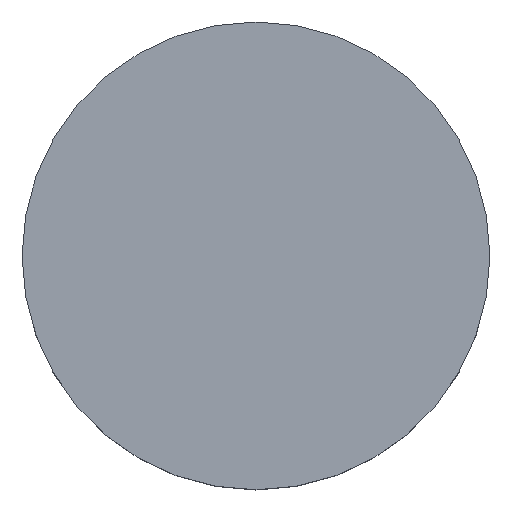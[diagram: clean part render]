
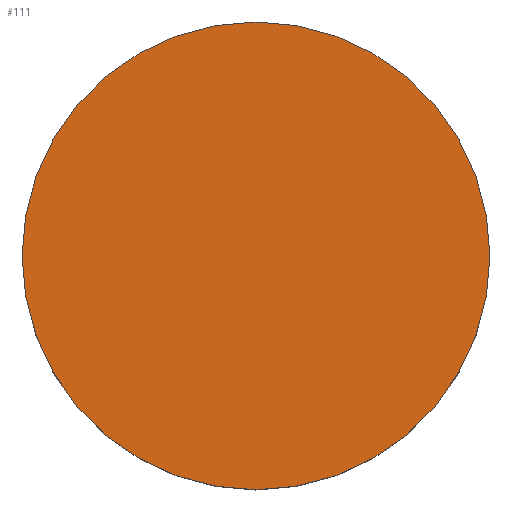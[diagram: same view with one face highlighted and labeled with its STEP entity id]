
A CAD part, top view. The second image highlights one B-rep face of the part: STEP entity #111.
In plain terms, the highlighted planar face has unit normal (0, 0, 1).
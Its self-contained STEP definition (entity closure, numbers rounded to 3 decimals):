
#6 = VERTEX_POINT ( 'NONE', #41 ) ;
#15 = DIRECTION ( 'NONE',  ( 1., 0., 0. ) ) ;
#16 = AXIS2_PLACEMENT_3D ( 'NONE', #174, #104, #117 ) ;
#17 = DIRECTION ( 'NONE',  ( 0., 0., 1. ) ) ;
#29 = EDGE_CURVE ( 'NONE', #55, #6, #125, .T. ) ;
#33 = DIRECTION ( 'NONE',  ( 1., 0., 0. ) ) ;
#41 = CARTESIAN_POINT ( 'NONE',  ( 6.35, 0., 1.6 ) ) ;
#42 = EDGE_LOOP ( 'NONE', ( #155, #84 ) ) ;
#55 = VERTEX_POINT ( 'NONE', #148 ) ;
#79 = PLANE ( 'NONE',  #16 ) ;
#83 = CIRCLE ( 'NONE', #91, 6.35 ) ;
#84 = ORIENTED_EDGE ( 'NONE', *, *, #113, .T. ) ;
#91 = AXIS2_PLACEMENT_3D ( 'NONE', #175, #17, #33 ) ;
#104 = DIRECTION ( 'NONE',  ( 0., 0., 1. ) ) ;
#111 = ADVANCED_FACE ( 'NONE', ( #168 ), #79, .T. ) ;
#113 = EDGE_CURVE ( 'NONE', #6, #55, #83, .T. ) ;
#117 = DIRECTION ( 'NONE',  ( 1., 0., 0. ) ) ;
#125 = CIRCLE ( 'NONE', #147, 6.35 ) ;
#129 = CARTESIAN_POINT ( 'NONE',  ( 0., 0., 1.6 ) ) ;
#132 = DIRECTION ( 'NONE',  ( 0., 0., 1. ) ) ;
#147 = AXIS2_PLACEMENT_3D ( 'NONE', #129, #132, #15 ) ;
#148 = CARTESIAN_POINT ( 'NONE',  ( -6.35, 0., 1.6 ) ) ;
#155 = ORIENTED_EDGE ( 'NONE', *, *, #29, .T. ) ;
#168 = FACE_OUTER_BOUND ( 'NONE', #42, .T. ) ;
#174 = CARTESIAN_POINT ( 'NONE',  ( 0., 0., 1.6 ) ) ;
#175 = CARTESIAN_POINT ( 'NONE',  ( 0., 0., 1.6 ) ) ;
